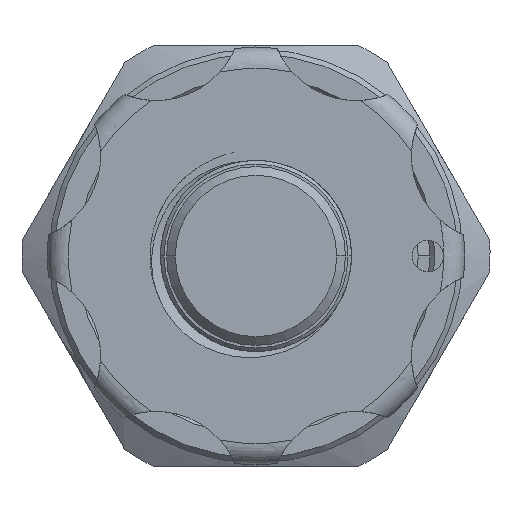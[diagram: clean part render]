
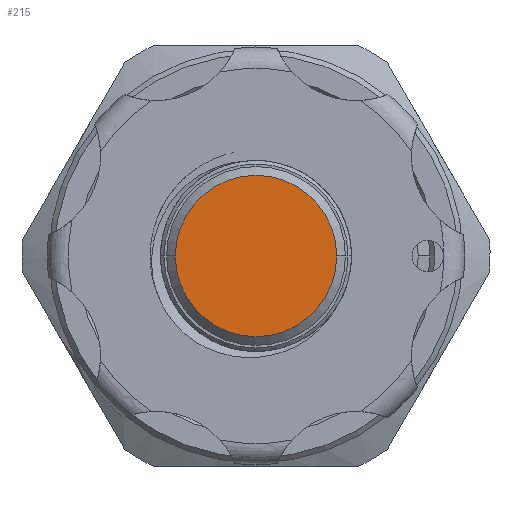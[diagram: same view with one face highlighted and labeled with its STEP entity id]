
A CAD part, left-side view. The second image highlights one B-rep face of the part: STEP entity #215.
In plain terms, the highlighted planar face has unit normal (-1, 0, 0).
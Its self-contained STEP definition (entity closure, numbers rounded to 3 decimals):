
#215 = ADVANCED_FACE ( 'NONE', ( #10962 ), #8540, .F. ) ;
#978 = CARTESIAN_POINT ( 'NONE',  ( -53.595, 4.6, 0. ) ) ;
#1098 = AXIS2_PLACEMENT_3D ( 'NONE', #1849, #1848, #1855 ) ;
#1848 = DIRECTION ( 'NONE',  ( -1., 0., 0. ) ) ;
#1849 = CARTESIAN_POINT ( 'NONE',  ( -53.595, 0., 0. ) ) ;
#1855 = DIRECTION ( 'NONE',  ( 0., -1., 0. ) ) ;
#1906 = DIRECTION ( 'NONE',  ( -1., 0., 0. ) ) ;
#1916 = CARTESIAN_POINT ( 'NONE',  ( -53.595, 0., 0. ) ) ;
#2009 = DIRECTION ( 'NONE',  ( 0., -1., 0. ) ) ;
#4761 = CARTESIAN_POINT ( 'NONE',  ( -53.595, -4.6, 0. ) ) ;
#5645 = ORIENTED_EDGE ( 'NONE', *, *, #7179, .T. ) ;
#5646 = ORIENTED_EDGE ( 'NONE', *, *, #6733, .T. ) ;
#5790 = VERTEX_POINT ( 'NONE', #978 ) ;
#5891 = VERTEX_POINT ( 'NONE', #4761 ) ;
#6733 = EDGE_CURVE ( 'NONE', #5891, #5790, #11644, .T. ) ;
#7179 = EDGE_CURVE ( 'NONE', #5790, #5891, #11970, .T. ) ;
#8538 = CARTESIAN_POINT ( 'NONE',  ( -53.595, 0., -5.1 ) ) ;
#8540 = PLANE ( 'NONE',  #10707 ) ;
#8543 = DIRECTION ( 'NONE',  ( 1., 0., 0. ) ) ;
#8544 = DIRECTION ( 'NONE',  ( 0., -1., 0. ) ) ;
#9050 = EDGE_LOOP ( 'NONE', ( #5646, #5645 ) ) ;
#10582 = AXIS2_PLACEMENT_3D ( 'NONE', #1916, #1906, #2009 ) ;
#10707 = AXIS2_PLACEMENT_3D ( 'NONE', #8538, #8543, #8544 ) ;
#10962 = FACE_OUTER_BOUND ( 'NONE', #9050, .T. ) ;
#11644 = CIRCLE ( 'NONE', #10582, 4.6 ) ;
#11970 = CIRCLE ( 'NONE', #1098, 4.6 ) ;
